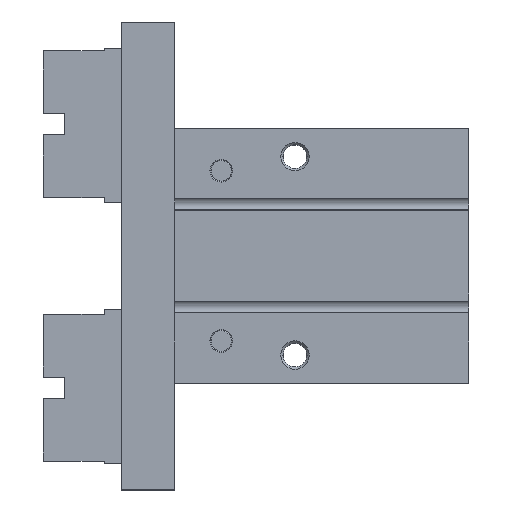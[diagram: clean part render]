
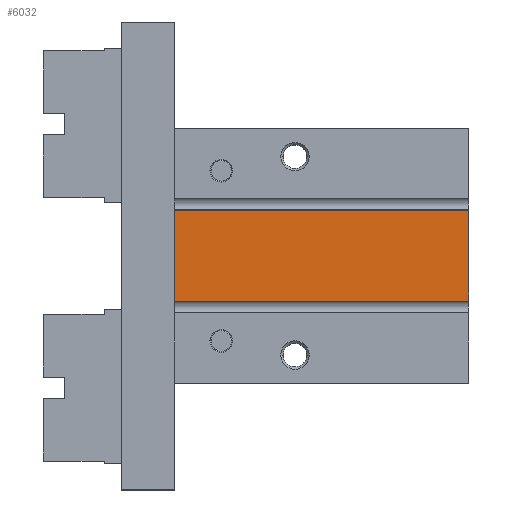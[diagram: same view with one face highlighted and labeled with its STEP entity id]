
A CAD part, top view. The second image highlights one B-rep face of the part: STEP entity #6032.
In plain terms, the highlighted planar face has unit normal (0, 0, 1).
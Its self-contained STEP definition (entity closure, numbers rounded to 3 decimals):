
#57 = ORIENTED_EDGE ( 'NONE', *, *, #355, .F. ) ;
#111 = LINE ( 'NONE', #6024, #7706 ) ;
#116 = CARTESIAN_POINT ( 'NONE',  ( 0., 12.75, 23.7 ) ) ;
#344 = CARTESIAN_POINT ( 'NONE',  ( -83., -12.75, 23.7 ) ) ;
#355 = EDGE_CURVE ( 'NONE', #7137, #3897, #7714, .T. ) ;
#577 = VECTOR ( 'NONE', #1022, 1000. ) ;
#670 = EDGE_CURVE ( 'NONE', #6471, #3897, #4230, .T. ) ;
#750 = LINE ( 'NONE', #2798, #577 ) ;
#1022 = DIRECTION ( 'NONE',  ( 0., -1., 0. ) ) ;
#1168 = VERTEX_POINT ( 'NONE', #3922 ) ;
#1331 = VECTOR ( 'NONE', #3136, 1000. ) ;
#1526 = EDGE_CURVE ( 'NONE', #1168, #6471, #750, .T. ) ;
#1630 = DIRECTION ( 'NONE',  ( 1., 0., 0. ) ) ;
#1682 = PLANE ( 'NONE',  #2051 ) ;
#2051 = AXIS2_PLACEMENT_3D ( 'NONE', #4658, #7097, #3491 ) ;
#2303 = ORIENTED_EDGE ( 'NONE', *, *, #670, .T. ) ;
#2419 = DIRECTION ( 'NONE',  ( 1., 0., 0. ) ) ;
#2570 = EDGE_CURVE ( 'NONE', #1168, #7137, #111, .T. ) ;
#2798 = CARTESIAN_POINT ( 'NONE',  ( -83., 12.75, 23.7 ) ) ;
#2977 = ORIENTED_EDGE ( 'NONE', *, *, #2570, .F. ) ;
#3074 = FACE_OUTER_BOUND ( 'NONE', #6179, .T. ) ;
#3136 = DIRECTION ( 'NONE',  ( 0., -1., 0. ) ) ;
#3491 = DIRECTION ( 'NONE',  ( 1., 0., 0. ) ) ;
#3897 = VERTEX_POINT ( 'NONE', #4645 ) ;
#3922 = CARTESIAN_POINT ( 'NONE',  ( -83., 12.75, 23.7 ) ) ;
#4230 = LINE ( 'NONE', #5196, #7063 ) ;
#4645 = CARTESIAN_POINT ( 'NONE',  ( 0., -12.75, 23.7 ) ) ;
#4658 = CARTESIAN_POINT ( 'NONE',  ( -83., 12.75, 23.7 ) ) ;
#5196 = CARTESIAN_POINT ( 'NONE',  ( -83., -12.75, 23.7 ) ) ;
#5646 = ORIENTED_EDGE ( 'NONE', *, *, #1526, .T. ) ;
#6024 = CARTESIAN_POINT ( 'NONE',  ( -83., 12.75, 23.7 ) ) ;
#6032 = ADVANCED_FACE ( 'NONE', ( #3074 ), #1682, .T. ) ;
#6179 = EDGE_LOOP ( 'NONE', ( #57, #2977, #5646, #2303 ) ) ;
#6471 = VERTEX_POINT ( 'NONE', #344 ) ;
#7063 = VECTOR ( 'NONE', #1630, 1000. ) ;
#7097 = DIRECTION ( 'NONE',  ( 0., 0., 1. ) ) ;
#7137 = VERTEX_POINT ( 'NONE', #7702 ) ;
#7702 = CARTESIAN_POINT ( 'NONE',  ( 0., 12.75, 23.7 ) ) ;
#7706 = VECTOR ( 'NONE', #2419, 1000. ) ;
#7714 = LINE ( 'NONE', #116, #1331 ) ;
